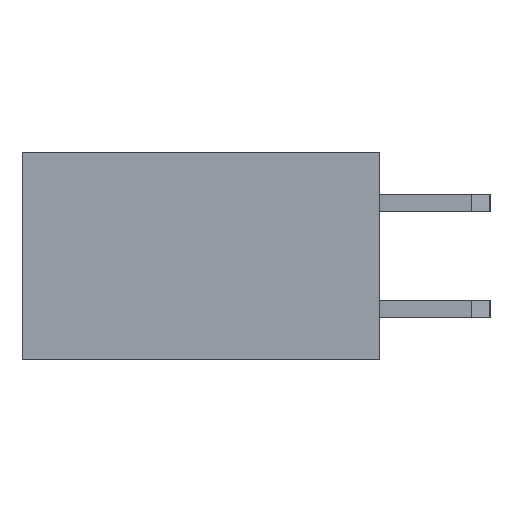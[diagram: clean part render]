
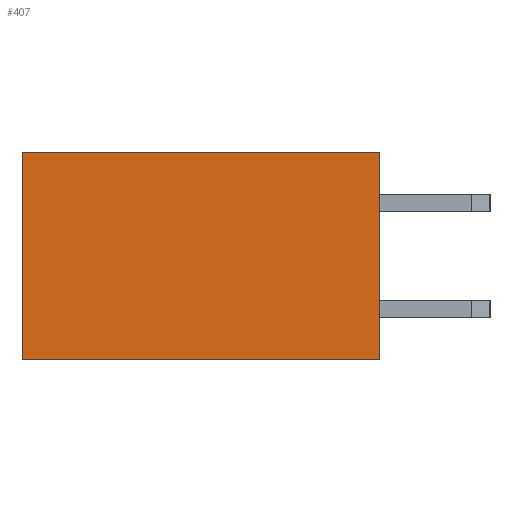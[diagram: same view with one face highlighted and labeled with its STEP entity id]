
A CAD part, left-side view. The second image highlights one B-rep face of the part: STEP entity #407.
In plain terms, the highlighted planar face has unit normal (-1, 0, 0).
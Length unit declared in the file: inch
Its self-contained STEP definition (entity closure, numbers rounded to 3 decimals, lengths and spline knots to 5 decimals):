
#407 = ADVANCED_FACE( '', ( #1319 ), #1320, .F. );
#1319 = FACE_OUTER_BOUND( '', #2620, .T. );
#1320 = PLANE( '', #2621 );
#2620 = EDGE_LOOP( '', ( #5550, #5551, #5552, #5553 ) );
#2621 = AXIS2_PLACEMENT_3D( '', #5554, #5555, #5556 );
#5550 = ORIENTED_EDGE( '', *, *, #9011, .T. );
#5551 = ORIENTED_EDGE( '', *, *, #8430, .F. );
#5552 = ORIENTED_EDGE( '', *, *, #9024, .F. );
#5553 = ORIENTED_EDGE( '', *, *, #8422, .T. );
#5554 = CARTESIAN_POINT( '', ( -1.11, 0.335, -0.0975 ) );
#5555 = DIRECTION( '', ( 1., 0., 0. ) );
#5556 = DIRECTION( '', ( 0., 0., -1. ) );
#8422 = EDGE_CURVE( '', #10127, #10125, #10128, .T. );
#8430 = EDGE_CURVE( '', #10141, #10143, #10144, .T. );
#9011 = EDGE_CURVE( '', #10125, #10143, #11131, .T. );
#9024 = EDGE_CURVE( '', #10127, #10141, #11156, .T. );
#10125 = VERTEX_POINT( '', #12902 );
#10127 = VERTEX_POINT( '', #12905 );
#10128 = LINE( '', #12906, #12907 );
#10141 = VERTEX_POINT( '', #12926 );
#10143 = VERTEX_POINT( '', #12929 );
#10144 = LINE( '', #12930, #12931 );
#11131 = LINE( '', #14498, #14499 );
#11156 = LINE( '', #14536, #14537 );
#12902 = CARTESIAN_POINT( '', ( -1.11, 0., -0.0975 ) );
#12905 = CARTESIAN_POINT( '', ( -1.11, 0.335, -0.0975 ) );
#12906 = CARTESIAN_POINT( '', ( -1.11, 0.335, -0.0975 ) );
#12907 = VECTOR( '', #16998, 39.37008 );
#12926 = CARTESIAN_POINT( '', ( -1.11, 0.335, 0.0975 ) );
#12929 = CARTESIAN_POINT( '', ( -1.11, 0., 0.0975 ) );
#12930 = CARTESIAN_POINT( '', ( -1.11, 0.335, 0.0975 ) );
#12931 = VECTOR( '', #17006, 39.37008 );
#14498 = CARTESIAN_POINT( '', ( -1.11, 0., -0.0975 ) );
#14499 = VECTOR( '', #17587, 39.37008 );
#14536 = CARTESIAN_POINT( '', ( -1.11, 0.335, -0.0975 ) );
#14537 = VECTOR( '', #17600, 39.37008 );
#16998 = DIRECTION( '', ( 0., -1., 0. ) );
#17006 = DIRECTION( '', ( 0., -1., 0. ) );
#17587 = DIRECTION( '', ( 0., 0., 1. ) );
#17600 = DIRECTION( '', ( 0., 0., 1. ) );
